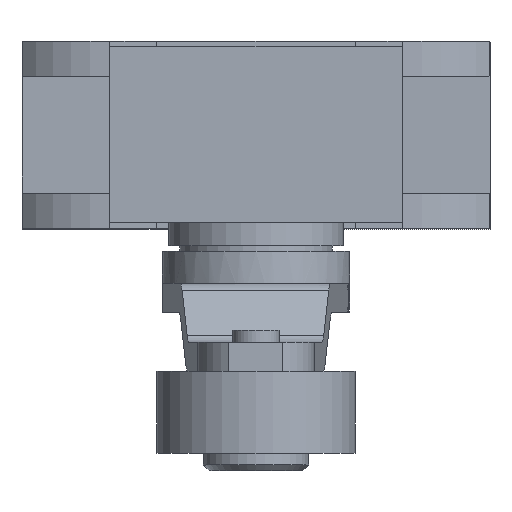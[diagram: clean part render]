
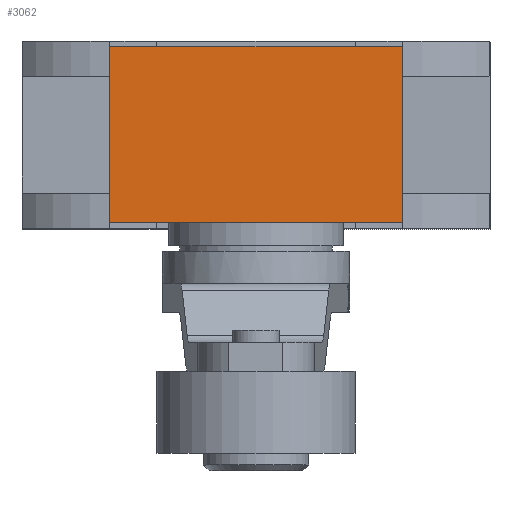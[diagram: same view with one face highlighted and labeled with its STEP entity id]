
A CAD part, top view. The second image highlights one B-rep face of the part: STEP entity #3062.
In plain terms, the highlighted planar face has unit normal (0, 0, 1).
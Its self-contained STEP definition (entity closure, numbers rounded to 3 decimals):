
#3062=ADVANCED_FACE('',(#8168),#8169,.T.);
#3074=VERTEX_POINT('',#8186);
#3076=VERTEX_POINT('',#8188);
#3078=EDGE_CURVE('',#3074,#3076,#8190,.T.);
#3080=VERTEX_POINT('',#8192);
#3082=EDGE_CURVE('',#3076,#3080,#8194,.T.);
#3084=VERTEX_POINT('',#8196);
#3086=EDGE_CURVE('',#3080,#3084,#8198,.T.);
#3088=EDGE_CURVE('',#3084,#3074,#8200,.T.);
#8168=FACE_OUTER_BOUND('',#13884,.T.);
#8169=PLANE('',#13885);
#8186=CARTESIAN_POINT('',(12.5,-15.5,16.5));
#8188=CARTESIAN_POINT('',(12.5,-0.5,16.5));
#8190=LINE('',#13907,#13908);
#8192=CARTESIAN_POINT('',(-12.5,-0.5,16.5));
#8194=LINE('',#13913,#13914);
#8196=CARTESIAN_POINT('',(-12.5,-15.5,16.5));
#8198=LINE('',#13919,#13920);
#8200=LINE('',#13923,#13924);
#13884=EDGE_LOOP('',(#23081,#23082,#23083,#23084));
#13885=AXIS2_PLACEMENT_3D('',#23085,#23086,#23087);
#13907=CARTESIAN_POINT('',(12.5,-8.0,16.5));
#13908=VECTOR('',#23128,1.0);
#13913=CARTESIAN_POINT('',(0.0,-0.5,16.5));
#13914=VECTOR('',#23129,1.0);
#13919=CARTESIAN_POINT('',(-12.5,-8.0,16.5));
#13920=VECTOR('',#23130,1.0);
#13923=CARTESIAN_POINT('',(0.0,-15.5,16.5));
#13924=VECTOR('',#23131,1.0);
#23081=ORIENTED_EDGE('',*,*,#3078,.T.);
#23082=ORIENTED_EDGE('',*,*,#3082,.T.);
#23083=ORIENTED_EDGE('',*,*,#3086,.T.);
#23084=ORIENTED_EDGE('',*,*,#3088,.T.);
#23085=CARTESIAN_POINT('',(0.0,-8.0,16.5));
#23086=DIRECTION('',(0.0,0.0,1.0));
#23087=DIRECTION('',(1.0,-0.0,0.0));
#23128=DIRECTION('',(0.0,1.0,0.0));
#23129=DIRECTION('',(-1.0,0.0,0.0));
#23130=DIRECTION('',(0.0,-1.0,0.0));
#23131=DIRECTION('',(1.0,0.0,0.0));
